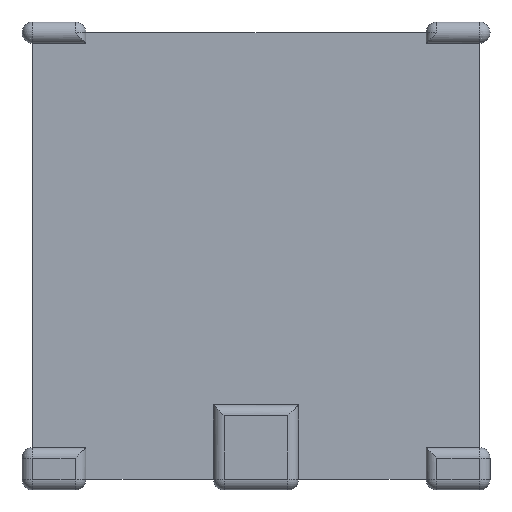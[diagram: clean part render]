
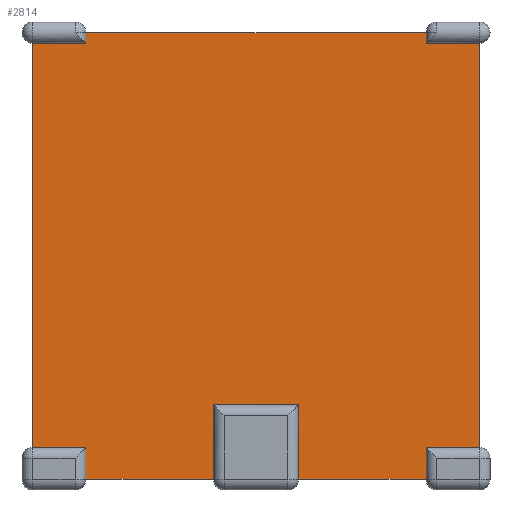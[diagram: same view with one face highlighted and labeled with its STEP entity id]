
A CAD part, front view. The second image highlights one B-rep face of the part: STEP entity #2814.
In plain terms, the highlighted planar face has unit normal (0, -1, 0).
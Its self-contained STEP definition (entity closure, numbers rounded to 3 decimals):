
#2286=CARTESIAN_POINT('',(-0.8,-0.575,2.1));
#2287=VERTEX_POINT('',#2286);
#2294=CARTESIAN_POINT('',(-0.8,-0.575,2.15));
#2295=VERTEX_POINT('',#2294);
#2296=CARTESIAN_POINT('',(-0.8,-0.575,2.15));
#2297=DIRECTION('',(0.0,0.0,-1.0));
#2298=VECTOR('',#2297,0.05);
#2299=LINE('',#2296,#2298);
#2300=EDGE_CURVE('',#2295,#2287,#2299,.T.);
#2324=CARTESIAN_POINT('',(-1.05,-0.575,2.1));
#2325=VERTEX_POINT('',#2324);
#2332=CARTESIAN_POINT('',(-0.8,-0.575,2.1));
#2333=DIRECTION('',(-1.0,0.0,0.0));
#2334=VECTOR('',#2333,0.25);
#2335=LINE('',#2332,#2334);
#2336=EDGE_CURVE('',#2287,#2325,#2335,.T.);
#2357=CARTESIAN_POINT('',(0.8,-0.575,2.1));
#2358=VERTEX_POINT('',#2357);
#2365=CARTESIAN_POINT('',(1.05,-0.575,2.1));
#2366=VERTEX_POINT('',#2365);
#2367=CARTESIAN_POINT('',(1.05,-0.575,2.1));
#2368=DIRECTION('',(-1.0,0.0,0.0));
#2369=VECTOR('',#2368,0.25);
#2370=LINE('',#2367,#2369);
#2371=EDGE_CURVE('',#2366,#2358,#2370,.T.);
#2395=CARTESIAN_POINT('',(0.8,-0.575,2.15));
#2396=VERTEX_POINT('',#2395);
#2403=CARTESIAN_POINT('',(0.8,-0.575,2.1));
#2404=DIRECTION('',(0.0,0.0,1.0));
#2405=VECTOR('',#2404,0.05);
#2406=LINE('',#2403,#2405);
#2407=EDGE_CURVE('',#2358,#2396,#2406,.T.);
#2419=CARTESIAN_POINT('',(1.05,-0.575,0.2));
#2420=VERTEX_POINT('',#2419);
#2421=CARTESIAN_POINT('',(1.05,-0.575,0.2));
#2422=DIRECTION('',(0.0,0.0,1.0));
#2423=VECTOR('',#2422,1.9);
#2424=LINE('',#2421,#2423);
#2425=EDGE_CURVE('',#2420,#2366,#2424,.T.);
#2547=CARTESIAN_POINT('',(0.8,-0.575,2.15));
#2548=DIRECTION('',(-1.0,0.0,0.0));
#2549=VECTOR('',#2548,1.6);
#2550=LINE('',#2547,#2549);
#2551=EDGE_CURVE('',#2396,#2295,#2550,.T.);
#2564=CARTESIAN_POINT('',(0.8,-0.575,0.2));
#2565=VERTEX_POINT('',#2564);
#2572=CARTESIAN_POINT('',(0.8,-0.575,0.05));
#2573=VERTEX_POINT('',#2572);
#2574=CARTESIAN_POINT('',(0.8,-0.575,0.05));
#2575=DIRECTION('',(0.0,0.0,1.0));
#2576=VECTOR('',#2575,0.15);
#2577=LINE('',#2574,#2576);
#2578=EDGE_CURVE('',#2573,#2565,#2577,.T.);
#2596=CARTESIAN_POINT('',(0.8,-0.575,0.2));
#2597=DIRECTION('',(1.0,0.0,0.0));
#2598=VECTOR('',#2597,0.25);
#2599=LINE('',#2596,#2598);
#2600=EDGE_CURVE('',#2565,#2420,#2599,.T.);
#2611=CARTESIAN_POINT('',(-0.2,-0.575,0.4));
#2612=VERTEX_POINT('',#2611);
#2613=CARTESIAN_POINT('',(0.2,-0.575,0.4));
#2614=VERTEX_POINT('',#2613);
#2615=CARTESIAN_POINT('',(-0.2,-0.575,0.4));
#2616=DIRECTION('',(1.0,0.0,0.0));
#2617=VECTOR('',#2616,0.4);
#2618=LINE('',#2615,#2617);
#2619=EDGE_CURVE('',#2612,#2614,#2618,.T.);
#2642=CARTESIAN_POINT('',(-0.8,-0.575,0.2));
#2643=VERTEX_POINT('',#2642);
#2644=CARTESIAN_POINT('',(-0.8,-0.575,0.05));
#2645=VERTEX_POINT('',#2644);
#2646=CARTESIAN_POINT('',(-0.8,-0.575,0.2));
#2647=DIRECTION('',(0.0,0.0,-1.0));
#2648=VECTOR('',#2647,0.15);
#2649=LINE('',#2646,#2648);
#2650=EDGE_CURVE('',#2643,#2645,#2649,.T.);
#2673=CARTESIAN_POINT('',(-1.05,-0.575,0.2));
#2674=VERTEX_POINT('',#2673);
#2675=CARTESIAN_POINT('',(-1.05,-0.575,0.2));
#2676=DIRECTION('',(1.0,0.0,0.0));
#2677=VECTOR('',#2676,0.25);
#2678=LINE('',#2675,#2677);
#2679=EDGE_CURVE('',#2674,#2643,#2678,.T.);
#2698=CARTESIAN_POINT('',(0.2,-0.575,0.05));
#2699=VERTEX_POINT('',#2698);
#2700=CARTESIAN_POINT('',(0.8,-0.575,0.05));
#2701=DIRECTION('',(-1.0,0.0,0.0));
#2702=VECTOR('',#2701,0.6);
#2703=LINE('',#2700,#2702);
#2704=EDGE_CURVE('',#2699,#2573,#2703,.F.);
#2723=CARTESIAN_POINT('',(-0.2,-0.575,0.05));
#2724=VERTEX_POINT('',#2723);
#2731=CARTESIAN_POINT('',(-0.2,-0.575,0.05));
#2732=DIRECTION('',(-1.0,0.0,0.0));
#2733=VECTOR('',#2732,0.6);
#2734=LINE('',#2731,#2733);
#2735=EDGE_CURVE('',#2645,#2724,#2734,.F.);
#2747=CARTESIAN_POINT('',(-0.2,-0.575,0.05));
#2748=DIRECTION('',(0.0,0.0,1.0));
#2749=VECTOR('',#2748,0.35);
#2750=LINE('',#2747,#2749);
#2751=EDGE_CURVE('',#2724,#2612,#2750,.T.);
#2764=CARTESIAN_POINT('',(0.2,-0.575,0.4));
#2765=DIRECTION('',(0.0,0.0,-1.0));
#2766=VECTOR('',#2765,0.35);
#2767=LINE('',#2764,#2766);
#2768=EDGE_CURVE('',#2614,#2699,#2767,.T.);
#2782=CARTESIAN_POINT('',(-1.05,-0.575,0.2));
#2783=DIRECTION('',(0.0,0.0,1.0));
#2784=VECTOR('',#2783,1.9);
#2785=LINE('',#2782,#2784);
#2786=EDGE_CURVE('',#2674,#2325,#2785,.T.);
#2791=CARTESIAN_POINT('',(1.1,-0.575,0.));
#2792=DIRECTION('',(0.0,-1.0,0.0));
#2793=DIRECTION('',(0.0,0.0,-1.0));
#2794=AXIS2_PLACEMENT_3D('',#2791,#2792,#2793);
#2795=PLANE('',#2794);
#2796=ORIENTED_EDGE('',*,*,#2336,.T.);
#2797=ORIENTED_EDGE('',*,*,#2786,.F.);
#2798=ORIENTED_EDGE('',*,*,#2679,.T.);
#2799=ORIENTED_EDGE('',*,*,#2650,.T.);
#2800=ORIENTED_EDGE('',*,*,#2735,.T.);
#2801=ORIENTED_EDGE('',*,*,#2751,.T.);
#2802=ORIENTED_EDGE('',*,*,#2619,.T.);
#2803=ORIENTED_EDGE('',*,*,#2768,.T.);
#2804=ORIENTED_EDGE('',*,*,#2704,.T.);
#2805=ORIENTED_EDGE('',*,*,#2578,.T.);
#2806=ORIENTED_EDGE('',*,*,#2600,.T.);
#2807=ORIENTED_EDGE('',*,*,#2425,.T.);
#2808=ORIENTED_EDGE('',*,*,#2371,.T.);
#2809=ORIENTED_EDGE('',*,*,#2407,.T.);
#2810=ORIENTED_EDGE('',*,*,#2551,.T.);
#2811=ORIENTED_EDGE('',*,*,#2300,.T.);
#2812=EDGE_LOOP('',(#2796,#2797,#2798,#2799,#2800,#2801,#2802,#2803,#2804,#2805,#2806,#2807,#2808,#2809,#2810,#2811));
#2813=FACE_OUTER_BOUND('',#2812,.T.);
#2814=ADVANCED_FACE('',(#2813),#2795,.T.);
